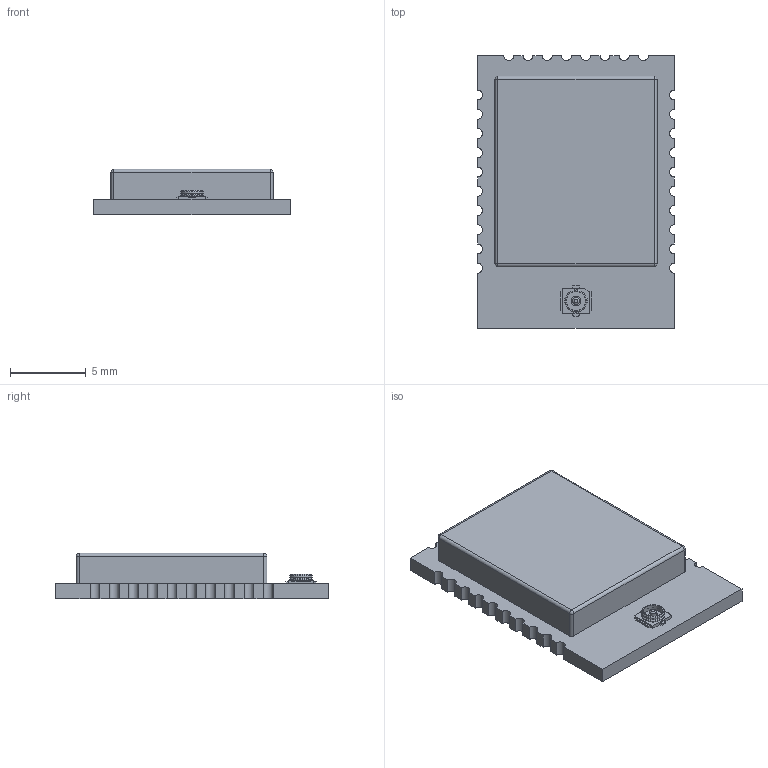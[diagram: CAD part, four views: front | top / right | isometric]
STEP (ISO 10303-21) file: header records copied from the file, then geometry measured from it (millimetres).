
FILE_DESCRIPTION(/* description */ ('STEP AP242','CAx-IF Rec.Pracs.---Representation and Presentation of Product Manufacturing Information (PMI)---4.0---2014-10-13','CAx-IF Rec.Pracs.---3D Tessellated Geometry---0.4---2014-09-14','2;1'),/* implementation_level */ '2;1');
FILE_NAME(/* name */ '68d5fa11dede7dcd66132029',/* time_stamp */ '2025-09-26T02:27:29Z',/* author */ (''),/* organization */ (''),/* preprocessor_version */ 'ST-DEVELOPER v20',/* originating_system */ 'ONSHAPE BY PTC INC, 1.204',/* authorisation */ ' ');
FILE_SCHEMA (('AP242_MANAGED_MODEL_BASED_3D_ENGINEERING_MIM_LF { 1 0 10303 442 1 1 4 }'));
Length unit declared in the file: metre
Products named in the file (9): PCB; Shield; CONMHF4-SMD-G-T
Bounding box: 13 x 18 x 3 mm (x, y, z)
Volume: 293.4 mm3; surface area: 981.5 mm2
Topology: 9 solids, 9 shells, 189 faces, 498 edges, 326 vertices
Faces by surface type: plane 122, cylinder 56, sphere 4, cone 4, torus 3
Full cylindrical faces by diameter (mm): 0.45 x1, 0.65 x2
Entity records: 5950 total; most frequent: CARTESIAN_POINT 1004, DIRECTION 999, ORIENTED_EDGE 968, EDGE_CURVE 484, LINE 365, VECTOR 365, VERTEX_POINT 322, AXIS2_PLACEMENT_3D 317
